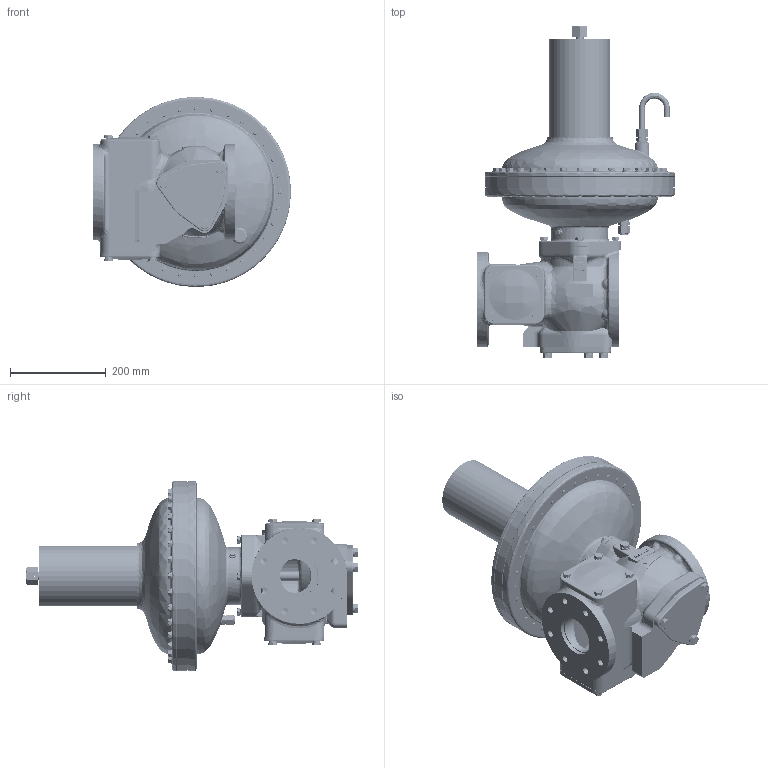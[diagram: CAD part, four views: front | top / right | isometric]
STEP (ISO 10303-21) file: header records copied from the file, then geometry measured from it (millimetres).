
FILE_DESCRIPTION (( 'STEP AP214' ), '1' );
FILE_NAME ('V_MB_HON370_80_RE2SM_o_SAV_A_.STEP', '2017-03-06T12:21:01', ( '' ), ( '' ), 'SwSTEP 2.0', 'SolidWorks 2015', '' );
FILE_SCHEMA (( 'AUTOMOTIVE_DESIGN' ));
Length unit declared in the file: millimetre
Products named in the file (1): V_MB_HON370_80_RE2SM_o_SAV_A_
Bounding box: 414 x 694.68 x 398 mm (x, y, z)
Volume: 10437335.8 mm3; surface area: 1990892.8 mm2
Topology: 129 solids, 129 shells, 4155 faces, 9736 edges, 5911 vertices
Faces by surface type: plane 1313, cylinder 1168, cone 895, bspline 779
Entity records: 169149 total; most frequent: CARTESIAN_POINT 77066, ORIENTED_EDGE 19278, DIRECTION 18156, EDGE_CURVE 9639, AXIS2_PLACEMENT_3D 7372, VERTEX_POINT 5911, EDGE_LOOP 4720, FACE_OUTER_BOUND 4155
